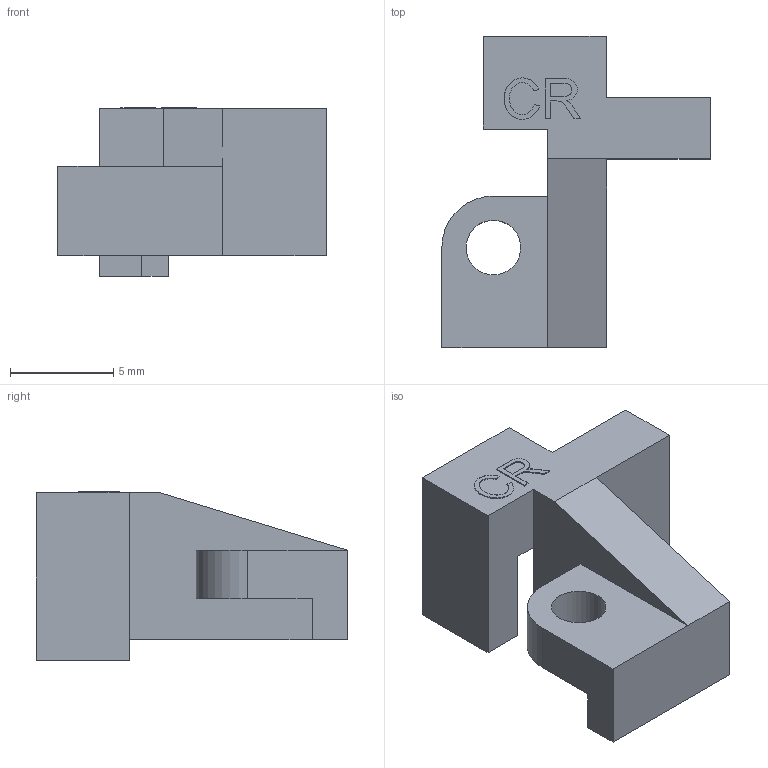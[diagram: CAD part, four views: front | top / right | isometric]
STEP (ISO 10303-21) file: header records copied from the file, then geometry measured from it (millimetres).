
FILE_DESCRIPTION(/* description */ (''),/* implementation_level */ '2;1');
FILE_NAME(/* name */ '100193886ugm000_c.stp',/* time_stamp */ '2017-11-27T14:11:46+01:00',/* author */ (''),/* organization */ (''),/* preprocessor_version */ 'ST-DEVELOPER v16',/* originating_system */ 'SIEMENS PLM Software NX 10.0',/* authorisation */ '');
FILE_SCHEMA (('AUTOMOTIVE_DESIGN { 1 0 10303 214 3 1 1 1 }'));
Length unit declared in the file: millimetre
Products named in the file (1): 100193886ugm000_c
Bounding box: 13.02 x 15.1 x 8.2 mm (x, y, z)
Volume: 520.3 mm3; surface area: 636 mm2
Topology: 1 solids, 1 shells, 53 faces, 141 edges, 99 vertices
Faces by surface type: plane 44, cylinder 7, bspline 2
Full cylindrical faces by diameter (mm): 2.65 x1
Entity records: 1723 total; most frequent: CARTESIAN_POINT 327, ORIENTED_EDGE 280, DIRECTION 262, EDGE_CURVE 140, LINE 122, VECTOR 122, VERTEX_POINT 93, AXIS2_PLACEMENT_3D 70
